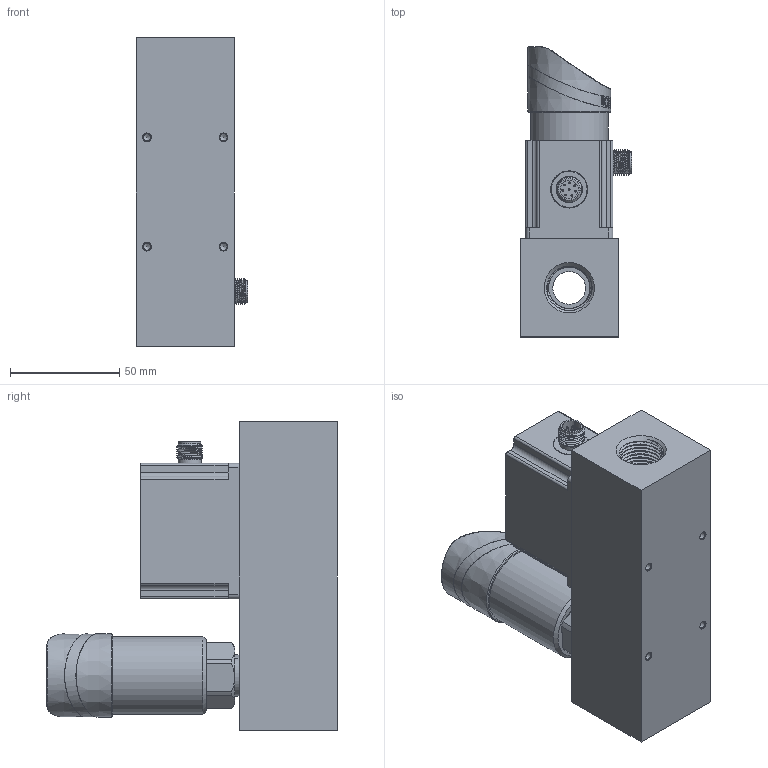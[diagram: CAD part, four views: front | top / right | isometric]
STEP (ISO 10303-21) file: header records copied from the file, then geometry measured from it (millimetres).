
FILE_DESCRIPTION(/* description */ (''),/* implementation_level */ '2;1');
FILE_NAME(/* name */ 'FM160-015-G12K(PS500-G14M) FM160涡轮内螺纹连接加压力孔配PS500外螺纹G14连接.stp',/* time_stamp */ '2023-09-26T10:42:29+08:00',/* author */ (''),/* organization */ (''),/* preprocessor_version */ 'ST-DEVELOPER v16.7',/* originating_system */ 'SIEMENS PLM Software NX 12.0',/* authorisation */ '');
FILE_SCHEMA (('AUTOMOTIVE_DESIGN { 1 0 10303 214 3 1 1 1 }'));
Products named in the file (1): Mayn08F8BE7Akj7e
Bounding box: 51.2 x 133 x 141 mm (x, y, z)
Volume: 84007.8 mm3; surface area: 91757.1 mm2
Topology: 8 solids, 13 shells, 1979 faces, 5243 edges, 3453 vertices
Faces by surface type: plane 1139, cylinder 409, bspline 140, extrusion 130, cone 120, torus 30, sphere 11
Full cylindrical faces by diameter (mm): 1.689 x1, 2.05 x4, 2.7 x6, 3.3 x4, 3.5 x3, 4 x1, 11 x1, 11.6 x7, 14 x1, 15 x1, 19 x21, 26 x1, 35.5 x2
Entity records: 106151 total; most frequent: CARTESIAN_POINT 59239, ORIENTED_EDGE 10052, DIRECTION 8825, EDGE_CURVE 5026, VERTEX_POINT 3353, VECTOR 3331, LINE 3201, AXIS2_PLACEMENT_3D 2747
